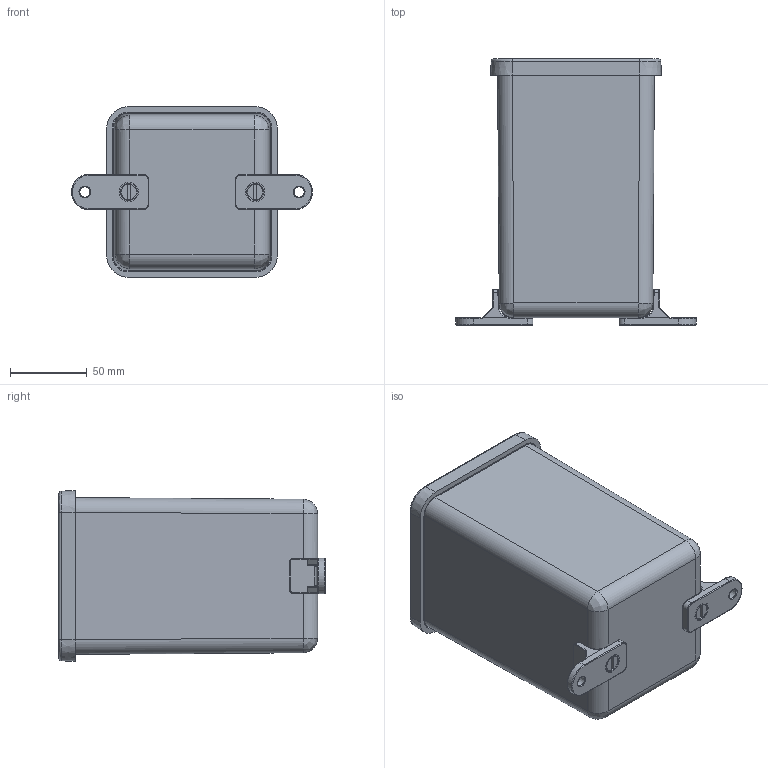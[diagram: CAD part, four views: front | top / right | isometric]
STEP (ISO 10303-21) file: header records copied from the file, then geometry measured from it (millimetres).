
FILE_DESCRIPTION (( 'STEP AP214' ), '1' );
FILE_NAME ('J446PVC.STEP', '2019-07-09T21:43:40', ( '' ), ( '' ), 'SwSTEP 2.0', 'SolidWorks 2018', '' );
FILE_SCHEMA (( 'AUTOMOTIVE_DESIGN' ));
Length unit declared in the file: inch
Products named in the file (1): J446PVC
Bounding box: 156.62 x 173.08 x 110.92 mm (x, y, z)
Volume: 461371.3 mm3; surface area: 185728.6 mm2
Topology: 19 solids, 19 shells, 945 faces, 2110 edges, 1226 vertices
Faces by surface type: plane 361, cylinder 278, bspline 274, cone 32
Full cylindrical faces by diameter (mm): 3.302 x4, 4.216 x2, 4.5 x4, 4.572 x4, 4.763 x8, 5.08 x10, 5.664 x4, 5.7 x2, 6.35 x4, 8.255 x4, 8.509 x4, 8.89 x4, 9 x4
Entity records: 38220 total; most frequent: CARTESIAN_POINT 19513, ORIENTED_EDGE 3972, DIRECTION 3318, EDGE_CURVE 1986, AXIS2_PLACEMENT_3D 1244, VERTEX_POINT 1206, EDGE_LOOP 1114, FACE_OUTER_BOUND 1017
